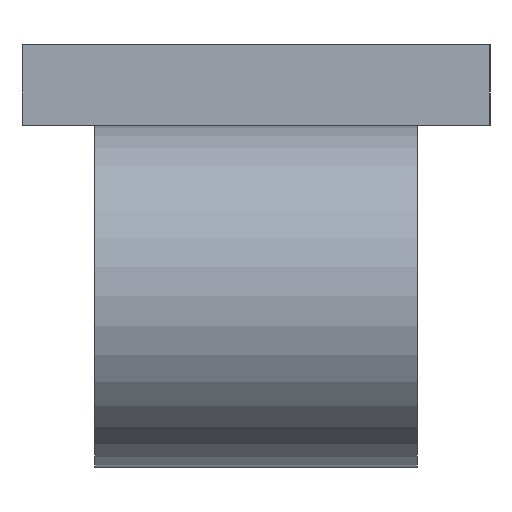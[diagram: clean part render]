
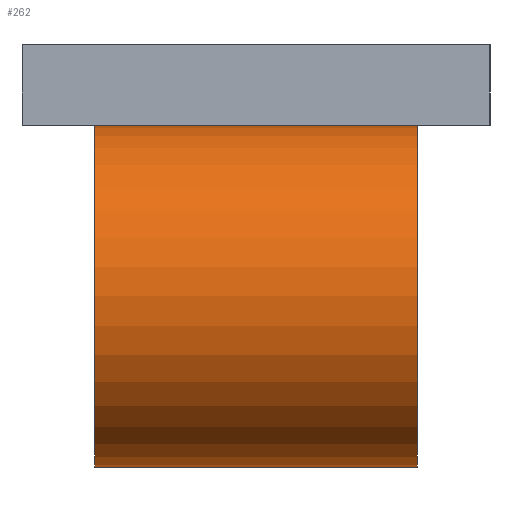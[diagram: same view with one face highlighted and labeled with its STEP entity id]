
A CAD part, front view. The second image highlights one B-rep face of the part: STEP entity #262.
In plain terms, the highlighted cylindrical face has radius 10.6 mm (diameter 21.2 mm), a partial arc.
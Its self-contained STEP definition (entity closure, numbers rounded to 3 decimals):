
#32 = EDGE_CURVE ( 'NONE', #142, #602, #317, .T. ) ;
#53 = AXIS2_PLACEMENT_3D ( 'NONE', #287, #457, #333 ) ;
#65 = AXIS2_PLACEMENT_3D ( 'NONE', #724, #182, #359 ) ;
#107 = ORIENTED_EDGE ( 'NONE', *, *, #386, .F. ) ;
#136 = VECTOR ( 'NONE', #368, 1000. ) ;
#142 = VERTEX_POINT ( 'NONE', #403 ) ;
#145 = CARTESIAN_POINT ( 'NONE',  ( 10., 89.3, -9.85 ) ) ;
#165 = CARTESIAN_POINT ( 'NONE',  ( 10., 89.3, -31.05 ) ) ;
#182 = DIRECTION ( 'NONE',  ( -1., 0., 0. ) ) ;
#225 = EDGE_CURVE ( 'NONE', #529, #576, #379, .T. ) ;
#243 = FACE_OUTER_BOUND ( 'NONE', #597, .T. ) ;
#259 = ORIENTED_EDGE ( 'NONE', *, *, #225, .F. ) ;
#262 = ADVANCED_FACE ( 'NONE', ( #243 ), #741, .T. ) ;
#287 = CARTESIAN_POINT ( 'NONE',  ( -10., 89.3, -20.45 ) ) ;
#317 = CIRCLE ( 'NONE', #53, 10.6 ) ;
#322 = EDGE_CURVE ( 'NONE', #529, #142, #744, .T. ) ;
#326 = LINE ( 'NONE', #165, #492 ) ;
#333 = DIRECTION ( 'NONE',  ( 0., 0., -1. ) ) ;
#348 = ORIENTED_EDGE ( 'NONE', *, *, #322, .T. ) ;
#359 = DIRECTION ( 'NONE',  ( 0., 0., 1. ) ) ;
#368 = DIRECTION ( 'NONE',  ( -1., 0., 0. ) ) ;
#379 = CIRCLE ( 'NONE', #553, 10.6 ) ;
#386 = EDGE_CURVE ( 'NONE', #576, #602, #326, .T. ) ;
#394 = DIRECTION ( 'NONE',  ( -1., 0., 0. ) ) ;
#395 = DIRECTION ( 'NONE',  ( 1., 0., 0. ) ) ;
#403 = CARTESIAN_POINT ( 'NONE',  ( -10., 89.3, -9.85 ) ) ;
#457 = DIRECTION ( 'NONE',  ( 1., 0., 0. ) ) ;
#480 = CARTESIAN_POINT ( 'NONE',  ( 10., 89.3, -9.85 ) ) ;
#492 = VECTOR ( 'NONE', #394, 1000. ) ;
#520 = DIRECTION ( 'NONE',  ( 0., 0., -1. ) ) ;
#529 = VERTEX_POINT ( 'NONE', #480 ) ;
#548 = CARTESIAN_POINT ( 'NONE',  ( -10., 89.3, -31.05 ) ) ;
#553 = AXIS2_PLACEMENT_3D ( 'NONE', #683, #395, #520 ) ;
#576 = VERTEX_POINT ( 'NONE', #672 ) ;
#597 = EDGE_LOOP ( 'NONE', ( #656, #107, #259, #348 ) ) ;
#602 = VERTEX_POINT ( 'NONE', #548 ) ;
#656 = ORIENTED_EDGE ( 'NONE', *, *, #32, .T. ) ;
#672 = CARTESIAN_POINT ( 'NONE',  ( 10., 89.3, -31.05 ) ) ;
#683 = CARTESIAN_POINT ( 'NONE',  ( 10., 89.3, -20.45 ) ) ;
#724 = CARTESIAN_POINT ( 'NONE',  ( 10., 89.3, -20.45 ) ) ;
#741 = CYLINDRICAL_SURFACE ( 'NONE', #65, 10.6 ) ;
#744 = LINE ( 'NONE', #145, #136 ) ;
